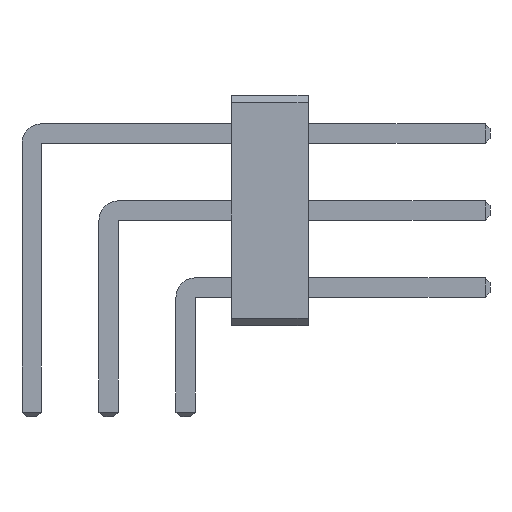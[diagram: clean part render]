
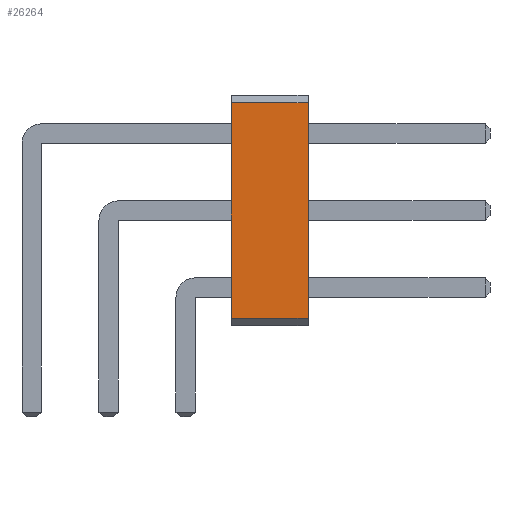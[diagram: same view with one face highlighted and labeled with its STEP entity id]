
A CAD part, front view. The second image highlights one B-rep face of the part: STEP entity #26264.
In plain terms, the highlighted planar face has unit normal (0, -1, 0).
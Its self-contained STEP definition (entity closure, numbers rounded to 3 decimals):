
#26264 = ADVANCED_FACE('',(#26265),#26299,.T.);
#26265 = FACE_BOUND('',#26266,.T.);
#26266 = EDGE_LOOP('',(#26267,#26277,#26285,#26293));
#26267 = ORIENTED_EDGE('',*,*,#26268,.T.);
#26268 = EDGE_CURVE('',#26269,#26271,#26273,.T.);
#26269 = VERTEX_POINT('',#26270);
#26270 = CARTESIAN_POINT('',(6.58,-34.29,0.254));
#26271 = VERTEX_POINT('',#26272);
#26272 = CARTESIAN_POINT('',(9.12,-34.29,0.254));
#26273 = LINE('',#26274,#26275);
#26274 = CARTESIAN_POINT('',(6.58,-34.29,0.254));
#26275 = VECTOR('',#26276,1.);
#26276 = DIRECTION('',(1.,0.,0.));
#26277 = ORIENTED_EDGE('',*,*,#26278,.T.);
#26278 = EDGE_CURVE('',#26271,#26279,#26281,.T.);
#26279 = VERTEX_POINT('',#26280);
#26280 = CARTESIAN_POINT('',(9.12,-34.29,7.366));
#26281 = LINE('',#26282,#26283);
#26282 = CARTESIAN_POINT('',(9.12,-34.29,0.254));
#26283 = VECTOR('',#26284,1.);
#26284 = DIRECTION('',(0.,0.,1.));
#26285 = ORIENTED_EDGE('',*,*,#26286,.F.);
#26286 = EDGE_CURVE('',#26287,#26279,#26289,.T.);
#26287 = VERTEX_POINT('',#26288);
#26288 = CARTESIAN_POINT('',(6.58,-34.29,7.366));
#26289 = LINE('',#26290,#26291);
#26290 = CARTESIAN_POINT('',(6.58,-34.29,7.366));
#26291 = VECTOR('',#26292,1.);
#26292 = DIRECTION('',(1.,0.,0.));
#26293 = ORIENTED_EDGE('',*,*,#26294,.F.);
#26294 = EDGE_CURVE('',#26269,#26287,#26295,.T.);
#26295 = LINE('',#26296,#26297);
#26296 = CARTESIAN_POINT('',(6.58,-34.29,0.254));
#26297 = VECTOR('',#26298,1.);
#26298 = DIRECTION('',(0.,0.,1.));
#26299 = PLANE('',#26300);
#26300 = AXIS2_PLACEMENT_3D('',#26301,#26302,#26303);
#26301 = CARTESIAN_POINT('',(6.58,-34.29,0.254));
#26302 = DIRECTION('',(0.,-1.,0.));
#26303 = DIRECTION('',(0.,0.,1.));
